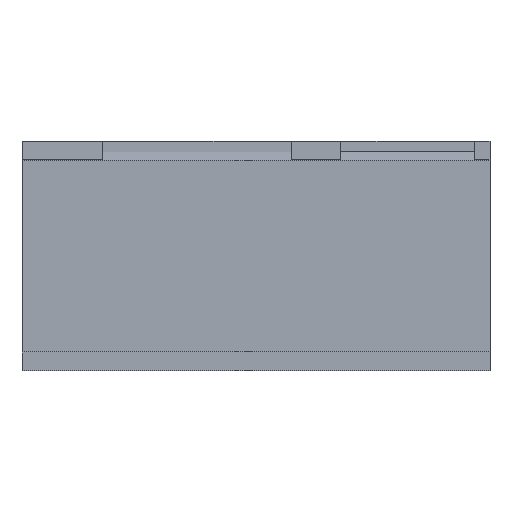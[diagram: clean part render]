
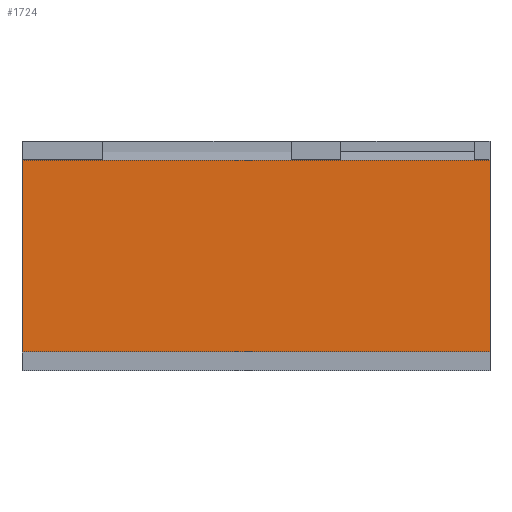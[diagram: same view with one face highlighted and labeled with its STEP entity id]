
A CAD part, top view. The second image highlights one B-rep face of the part: STEP entity #1724.
In plain terms, the highlighted planar face has unit normal (0, 0, 1).
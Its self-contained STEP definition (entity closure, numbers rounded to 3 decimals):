
#108=FACE_OUTER_BOUND('',#203,.T.);
#203=EDGE_LOOP('',(#1530,#1531,#1532,#1533));
#437=LINE('',#2725,#674);
#439=LINE('',#2729,#676);
#440=LINE('',#2731,#677);
#441=LINE('',#2732,#678);
#674=VECTOR('',#2240,10.);
#676=VECTOR('',#2244,10.);
#677=VECTOR('',#2245,10.);
#678=VECTOR('',#2246,10.);
#831=VERTEX_POINT('',#2722);
#832=VERTEX_POINT('',#2724);
#833=VERTEX_POINT('',#2728);
#834=VERTEX_POINT('',#2730);
#1065=EDGE_CURVE('',#832,#831,#437,.T.);
#1067=EDGE_CURVE('',#831,#833,#439,.T.);
#1068=EDGE_CURVE('',#834,#833,#440,.T.);
#1069=EDGE_CURVE('',#834,#832,#441,.T.);
#1530=ORIENTED_EDGE('',*,*,#1067,.T.);
#1531=ORIENTED_EDGE('',*,*,#1068,.F.);
#1532=ORIENTED_EDGE('',*,*,#1069,.T.);
#1533=ORIENTED_EDGE('',*,*,#1065,.T.);
#1633=PLANE('',#1830);
#1724=ADVANCED_FACE('',(#108),#1633,.T.);
#1830=AXIS2_PLACEMENT_3D('',#2727,#2242,#2243);
#2240=DIRECTION('',(-1.,0.,0.));
#2242=DIRECTION('center_axis',(0.,0.,1.));
#2243=DIRECTION('ref_axis',(0.,1.,0.));
#2244=DIRECTION('',(0.,-1.,0.));
#2245=DIRECTION('',(-1.,0.,0.));
#2246=DIRECTION('',(0.,1.,0.));
#2722=CARTESIAN_POINT('',(-23.198,9.492,8.95));
#2724=CARTESIAN_POINT('',(23.198,9.492,8.95));
#2725=CARTESIAN_POINT('',(23.198,9.492,8.95));
#2727=CARTESIAN_POINT('Origin',(23.198,-9.492,8.95));
#2728=CARTESIAN_POINT('',(-23.198,-9.492,8.95));
#2729=CARTESIAN_POINT('',(-23.198,-4.746,8.95));
#2730=CARTESIAN_POINT('',(23.198,-9.492,8.95));
#2731=CARTESIAN_POINT('',(23.198,-9.492,8.95));
#2732=CARTESIAN_POINT('',(23.198,-9.492,8.95));
